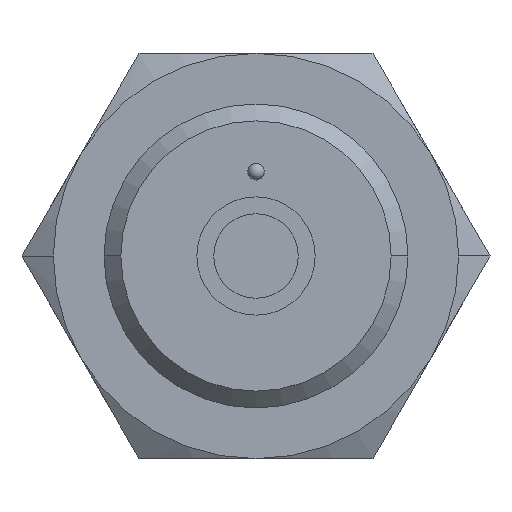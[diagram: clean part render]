
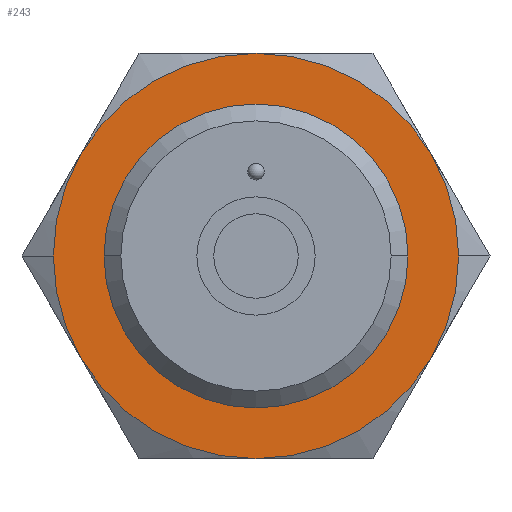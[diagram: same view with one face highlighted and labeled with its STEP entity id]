
A CAD part, front view. The second image highlights one B-rep face of the part: STEP entity #243.
In plain terms, the highlighted planar face has unit normal (0, -1, 0).
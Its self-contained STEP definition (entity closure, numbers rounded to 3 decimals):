
#243=ADVANCED_FACE('',(#401,#402),#403,.T.);
#401=FACE_OUTER_BOUND('',#566,.T.);
#402=FACE_BOUND('',#567,.T.);
#403=PLANE('',#568);
#566=EDGE_LOOP('',(#1083,#1084,#1085,#1086,#1087,#1088,#1089,#1090));
#567=EDGE_LOOP('',(#1091,#1092));
#568=AXIS2_PLACEMENT_3D('',#1093,#1094,#1095);
#1083=ORIENTED_EDGE('',*,*,#1289,.F.);
#1084=ORIENTED_EDGE('',*,*,#1275,.F.);
#1085=ORIENTED_EDGE('',*,*,#1278,.F.);
#1086=ORIENTED_EDGE('',*,*,#1280,.F.);
#1087=ORIENTED_EDGE('',*,*,#1273,.F.);
#1088=ORIENTED_EDGE('',*,*,#1284,.F.);
#1089=ORIENTED_EDGE('',*,*,#1287,.F.);
#1090=ORIENTED_EDGE('',*,*,#1269,.F.);
#1091=ORIENTED_EDGE('',*,*,#1309,.T.);
#1092=ORIENTED_EDGE('',*,*,#1253,.T.);
#1093=CARTESIAN_POINT('',(10.5,-8.0,0.0));
#1094=DIRECTION('',(0.0,-1.0,0.0));
#1095=DIRECTION('',(-1.0,0.0,0.0));
#1253=EDGE_CURVE('',#1481,#1478,#1482,.T.);
#1269=EDGE_CURVE('',#1508,#1511,#1512,.T.);
#1273=EDGE_CURVE('',#1517,#1515,#1519,.T.);
#1275=EDGE_CURVE('',#1521,#1523,#1524,.T.);
#1278=EDGE_CURVE('',#1527,#1521,#1529,.T.);
#1280=EDGE_CURVE('',#1515,#1527,#1531,.T.);
#1284=EDGE_CURVE('',#1535,#1517,#1537,.T.);
#1287=EDGE_CURVE('',#1511,#1535,#1541,.T.);
#1289=EDGE_CURVE('',#1523,#1508,#1543,.T.);
#1309=EDGE_CURVE('',#1478,#1481,#1571,.T.);
#1478=VERTEX_POINT('',#2034);
#1481=VERTEX_POINT('',#2038);
#1482=CIRCLE('',#2039,9.0);
#1508=VERTEX_POINT('',#2094);
#1511=VERTEX_POINT('',#2098);
#1512=CIRCLE('',#2099,12.0);
#1515=VERTEX_POINT('',#2113);
#1517=VERTEX_POINT('',#2116);
#1519=CIRCLE('',#2129,12.0);
#1521=VERTEX_POINT('',#2131);
#1523=VERTEX_POINT('',#2144);
#1524=CIRCLE('',#2145,12.0);
#1527=VERTEX_POINT('',#2159);
#1529=CIRCLE('',#2172,12.0);
#1531=CIRCLE('',#2185,12.0);
#1535=VERTEX_POINT('',#2211);
#1537=CIRCLE('',#2224,12.0);
#1541=CIRCLE('',#2250,12.0);
#1543=CIRCLE('',#2263,12.0);
#1571=CIRCLE('',#2401,9.0);
#2034=CARTESIAN_POINT('',(9.0,-8.0,0.0));
#2038=CARTESIAN_POINT('',(-9.0,-8.0,0.));
#2039=AXIS2_PLACEMENT_3D('',#2589,#2590,#2591);
#2094=CARTESIAN_POINT('',(12.0,-8.0,0.));
#2098=CARTESIAN_POINT('',(10.392,-8.0,-6.0));
#2099=AXIS2_PLACEMENT_3D('',#2615,#2616,#2617);
#2113=CARTESIAN_POINT('',(-12.0,-8.0,0.));
#2116=CARTESIAN_POINT('',(-10.392,-8.0,-6.0));
#2129=AXIS2_PLACEMENT_3D('',#2619,#2620,#2621);
#2131=CARTESIAN_POINT('',(0.,-8.0,12.0));
#2144=CARTESIAN_POINT('',(10.392,-8.0,6.0));
#2145=AXIS2_PLACEMENT_3D('',#2622,#2623,#2624);
#2159=CARTESIAN_POINT('',(-10.392,-8.0,6.0));
#2172=AXIS2_PLACEMENT_3D('',#2625,#2626,#2627);
#2185=AXIS2_PLACEMENT_3D('',#2628,#2629,#2630);
#2211=CARTESIAN_POINT('',(0.0,-8.0,-12.0));
#2224=AXIS2_PLACEMENT_3D('',#2631,#2632,#2633);
#2250=AXIS2_PLACEMENT_3D('',#2634,#2635,#2636);
#2263=AXIS2_PLACEMENT_3D('',#2637,#2638,#2639);
#2401=AXIS2_PLACEMENT_3D('',#2667,#2668,#2669);
#2589=CARTESIAN_POINT('',(0.0,-8.0,0.0));
#2590=DIRECTION('',(0.0,1.0,0.0));
#2591=DIRECTION('',(1.0,0.0,0.0));
#2615=CARTESIAN_POINT('',(0.0,-8.0,0.0));
#2616=DIRECTION('',(0.0,1.0,0.0));
#2617=DIRECTION('',(1.0,0.0,0.0));
#2619=CARTESIAN_POINT('',(0.0,-8.0,0.0));
#2620=DIRECTION('',(0.0,1.0,0.0));
#2621=DIRECTION('',(1.0,0.0,0.0));
#2622=CARTESIAN_POINT('',(0.0,-8.0,0.0));
#2623=DIRECTION('',(0.0,1.0,0.0));
#2624=DIRECTION('',(1.0,0.0,0.0));
#2625=CARTESIAN_POINT('',(0.0,-8.0,0.0));
#2626=DIRECTION('',(0.0,1.0,0.0));
#2627=DIRECTION('',(1.0,0.0,0.0));
#2628=CARTESIAN_POINT('',(0.0,-8.0,0.0));
#2629=DIRECTION('',(0.0,1.0,0.0));
#2630=DIRECTION('',(1.0,0.0,0.0));
#2631=CARTESIAN_POINT('',(0.0,-8.0,0.0));
#2632=DIRECTION('',(0.0,1.0,0.0));
#2633=DIRECTION('',(1.0,0.0,0.0));
#2634=CARTESIAN_POINT('',(0.0,-8.0,0.0));
#2635=DIRECTION('',(0.0,1.0,0.0));
#2636=DIRECTION('',(1.0,0.0,0.0));
#2637=CARTESIAN_POINT('',(0.0,-8.0,0.0));
#2638=DIRECTION('',(0.0,1.0,0.0));
#2639=DIRECTION('',(1.0,0.0,0.0));
#2667=CARTESIAN_POINT('',(0.0,-8.0,0.0));
#2668=DIRECTION('',(0.0,1.0,0.0));
#2669=DIRECTION('',(1.0,0.0,0.0));
